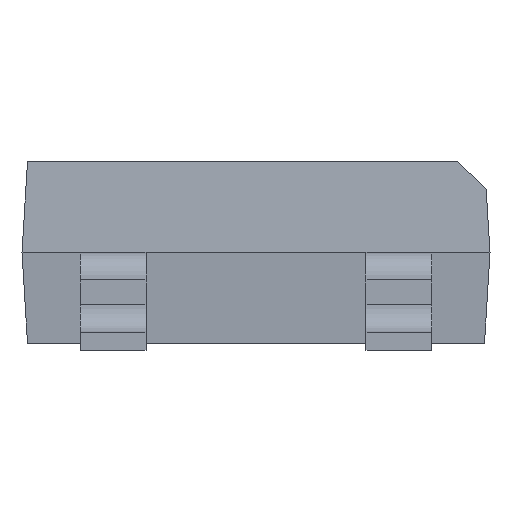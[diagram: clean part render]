
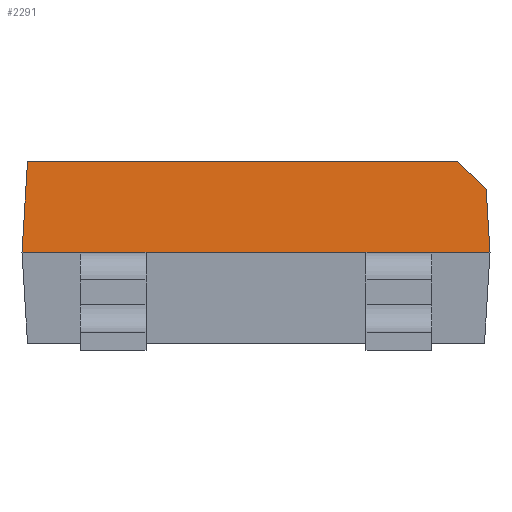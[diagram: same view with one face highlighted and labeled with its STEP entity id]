
A CAD part, front view. The second image highlights one B-rep face of the part: STEP entity #2291.
In plain terms, the highlighted planar face has unit normal (0, -0.998, 0.06).
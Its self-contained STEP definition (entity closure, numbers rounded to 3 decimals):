
#215=FACE_OUTER_BOUND('',#338,.T.);
#338=EDGE_LOOP('',(#2048,#2049,#2050,#2051,#2052,#2053,#2054,#2055,#2056));
#496=LINE('',#3723,#727);
#502=LINE('',#3734,#733);
#518=LINE('',#3776,#749);
#546=LINE('',#3849,#777);
#566=LINE('',#3896,#797);
#567=LINE('',#3898,#798);
#571=LINE('',#3905,#802);
#633=LINE('',#4060,#864);
#634=LINE('',#4062,#865);
#727=VECTOR('',#2564,10.);
#733=VECTOR('',#2572,10.);
#749=VECTOR('',#2602,10.);
#777=VECTOR('',#2672,10.);
#797=VECTOR('',#2724,10.);
#798=VECTOR('',#2725,10.);
#802=VECTOR('',#2729,10.);
#864=VECTOR('',#2885,10.);
#865=VECTOR('',#2888,10.);
#970=VERTEX_POINT('',#3721);
#971=VERTEX_POINT('',#3722);
#975=VERTEX_POINT('',#3732);
#982=VERTEX_POINT('',#3750);
#994=VERTEX_POINT('',#3775);
#1006=VERTEX_POINT('',#3823);
#1018=VERTEX_POINT('',#3848);
#1030=VERTEX_POINT('',#3897);
#1033=VERTEX_POINT('',#3903);
#1236=EDGE_CURVE('',#970,#971,#496,.T.);
#1242=EDGE_CURVE('',#970,#975,#502,.T.);
#1262=EDGE_CURVE('',#994,#982,#518,.T.);
#1298=EDGE_CURVE('',#1018,#1006,#546,.T.);
#1322=EDGE_CURVE('',#1006,#994,#566,.T.);
#1323=EDGE_CURVE('',#1030,#1018,#567,.T.);
#1327=EDGE_CURVE('',#982,#1033,#571,.T.);
#1405=EDGE_CURVE('',#975,#1030,#633,.T.);
#1406=EDGE_CURVE('',#1033,#971,#634,.T.);
#2048=ORIENTED_EDGE('',*,*,#1236,.F.);
#2049=ORIENTED_EDGE('',*,*,#1242,.T.);
#2050=ORIENTED_EDGE('',*,*,#1405,.T.);
#2051=ORIENTED_EDGE('',*,*,#1323,.T.);
#2052=ORIENTED_EDGE('',*,*,#1298,.T.);
#2053=ORIENTED_EDGE('',*,*,#1322,.T.);
#2054=ORIENTED_EDGE('',*,*,#1262,.T.);
#2055=ORIENTED_EDGE('',*,*,#1327,.T.);
#2056=ORIENTED_EDGE('',*,*,#1406,.T.);
#2130=PLANE('',#2418);
#2291=ADVANCED_FACE('',(#215),#2130,.T.);
#2418=AXIS2_PLACEMENT_3D('',#4061,#2886,#2887);
#2564=DIRECTION('',(0.728,-0.042,-0.685));
#2572=DIRECTION('',(-1.,0.,0.));
#2602=DIRECTION('',(1.,0.,0.));
#2672=DIRECTION('',(1.,0.,0.));
#2724=DIRECTION('',(1.,0.,0.));
#2725=DIRECTION('',(1.,0.,0.));
#2729=DIRECTION('',(1.,0.,0.));
#2885=DIRECTION('',(-0.06,-0.06,-0.996));
#2886=DIRECTION('center_axis',(0.,-0.998,
0.06));
#2887=DIRECTION('ref_axis',(0.,-0.06,-0.998));
#2888=DIRECTION('',(-0.06,0.06,0.996));
#3721=CARTESIAN_POINT('',(3.655,-3.15,3.43));
#3722=CARTESIAN_POINT('',(4.185,-3.18,2.931));
#3723=CARTESIAN_POINT('',(2.679,-3.094,4.349));
#3732=CARTESIAN_POINT('',(-4.155,-3.15,3.43));
#3734=CARTESIAN_POINT('',(-1.064,-3.15,3.43));
#3750=CARTESIAN_POINT('',(3.2,-3.25,1.78));
#3775=CARTESIAN_POINT('',(2.,-3.25,1.78));
#3776=CARTESIAN_POINT('',(-1.064,-3.25,1.78));
#3823=CARTESIAN_POINT('',(-2.,-3.25,1.78));
#3848=CARTESIAN_POINT('',(-3.2,-3.25,1.78));
#3849=CARTESIAN_POINT('',(-1.064,-3.25,1.78));
#3896=CARTESIAN_POINT('',(-1.064,-3.25,1.78));
#3897=CARTESIAN_POINT('',(-4.255,-3.25,1.78));
#3898=CARTESIAN_POINT('',(-1.064,-3.25,1.78));
#3903=CARTESIAN_POINT('',(4.255,-3.25,1.78));
#3905=CARTESIAN_POINT('',(-1.064,-3.25,1.78));
#4060=CARTESIAN_POINT('',(-4.189,-3.184,2.869));
#4061=CARTESIAN_POINT('Origin',(-1.064,-3.2,2.605));
#4062=CARTESIAN_POINT('',(4.188,-3.183,2.884));
